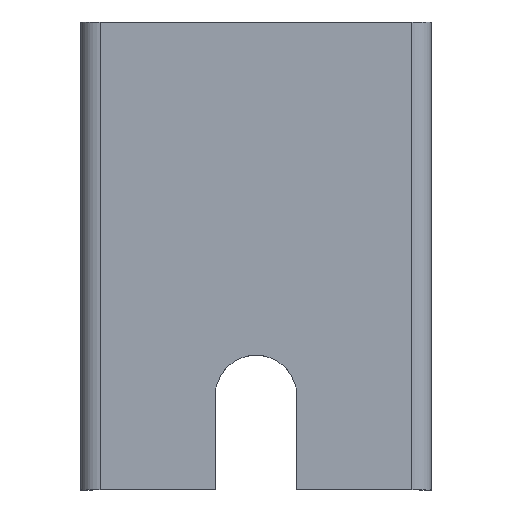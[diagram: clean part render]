
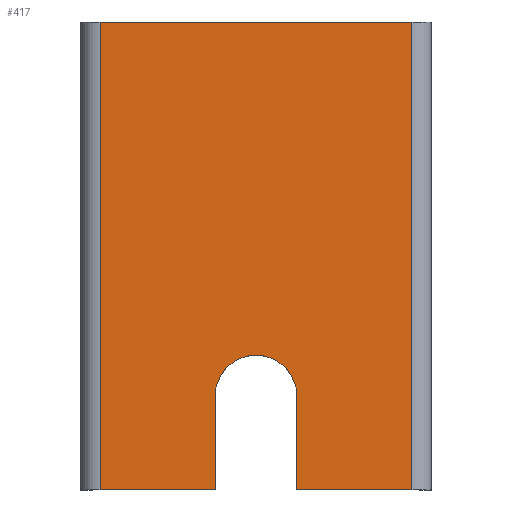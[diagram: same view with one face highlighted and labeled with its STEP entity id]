
A CAD part, top view. The second image highlights one B-rep face of the part: STEP entity #417.
In plain terms, the highlighted planar face has unit normal (0, 0, 1).
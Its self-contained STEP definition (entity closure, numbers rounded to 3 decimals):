
#24=PLANE('',#477);
#42=FACE_OUTER_BOUND('',#64,.T.);
#64=EDGE_LOOP('',(#354,#355,#356,#357,#358,#359,#360,#361));
#81=LINE('',#641,#123);
#91=LINE('',#673,#133);
#100=LINE('',#699,#142);
#102=LINE('',#705,#144);
#106=LINE('',#712,#148);
#109=LINE('',#720,#151);
#110=LINE('',#721,#152);
#123=VECTOR('',#516,10.);
#133=VECTOR('',#542,10.);
#142=VECTOR('',#565,10.);
#144=VECTOR('',#571,10.);
#148=VECTOR('',#577,10.);
#151=VECTOR('',#590,10.);
#152=VECTOR('',#591,10.);
#173=CIRCLE('',#475,5.25);
#184=VERTEX_POINT('',#638);
#185=VERTEX_POINT('',#640);
#198=VERTEX_POINT('',#670);
#199=VERTEX_POINT('',#672);
#208=VERTEX_POINT('',#696);
#209=VERTEX_POINT('',#698);
#211=VERTEX_POINT('',#704);
#213=VERTEX_POINT('',#710);
#228=EDGE_CURVE('',#184,#185,#81,.T.);
#244=EDGE_CURVE('',#199,#198,#91,.T.);
#257=EDGE_CURVE('',#208,#209,#100,.T.);
#260=EDGE_CURVE('',#211,#185,#102,.T.);
#264=EDGE_CURVE('',#208,#213,#106,.T.);
#266=EDGE_CURVE('',#213,#211,#173,.T.);
#269=EDGE_CURVE('',#184,#199,#109,.T.);
#270=EDGE_CURVE('',#198,#209,#110,.T.);
#354=ORIENTED_EDGE('',*,*,#264,.T.);
#355=ORIENTED_EDGE('',*,*,#266,.T.);
#356=ORIENTED_EDGE('',*,*,#260,.T.);
#357=ORIENTED_EDGE('',*,*,#228,.F.);
#358=ORIENTED_EDGE('',*,*,#269,.T.);
#359=ORIENTED_EDGE('',*,*,#244,.T.);
#360=ORIENTED_EDGE('',*,*,#270,.T.);
#361=ORIENTED_EDGE('',*,*,#257,.F.);
#417=ADVANCED_FACE('',(#42),#24,.T.);
#475=AXIS2_PLACEMENT_3D('',#715,#582,#583);
#477=AXIS2_PLACEMENT_3D('',#719,#588,#589);
#516=DIRECTION('',(-1.,0.,0.));
#542=DIRECTION('',(-1.,0.,0.));
#565=DIRECTION('',(-1.,0.,0.));
#571=DIRECTION('',(0.,-1.,0.));
#577=DIRECTION('',(0.,1.,0.));
#582=DIRECTION('center_axis',(0.,0.,-1.));
#583=DIRECTION('ref_axis',(1.,0.,0.));
#588=DIRECTION('center_axis',(0.,0.,1.));
#589=DIRECTION('ref_axis',(1.,0.,0.));
#590=DIRECTION('',(0.,1.,0.));
#591=DIRECTION('',(0.,-1.,0.));
#638=CARTESIAN_POINT('',(20.,-30.,9.5));
#640=CARTESIAN_POINT('',(5.25,-30.,9.5));
#641=CARTESIAN_POINT('',(22.5,-30.,9.5));
#670=CARTESIAN_POINT('',(-20.,30.,9.5));
#672=CARTESIAN_POINT('',(20.,30.,9.5));
#673=CARTESIAN_POINT('',(22.5,30.,9.5));
#696=CARTESIAN_POINT('',(-5.25,-30.,9.5));
#698=CARTESIAN_POINT('',(-20.,-30.,9.5));
#699=CARTESIAN_POINT('',(22.5,-30.,9.5));
#704=CARTESIAN_POINT('',(5.25,-18.,9.5));
#705=CARTESIAN_POINT('',(5.25,-30.,9.5));
#710=CARTESIAN_POINT('',(-5.25,-18.,9.5));
#712=CARTESIAN_POINT('',(-5.25,-24.,9.5));
#715=CARTESIAN_POINT('Origin',(0.,-18.,9.5));
#719=CARTESIAN_POINT('Origin',(22.5,-30.,9.5));
#720=CARTESIAN_POINT('',(20.,-15.,9.5));
#721=CARTESIAN_POINT('',(-20.,-30.,9.5));
